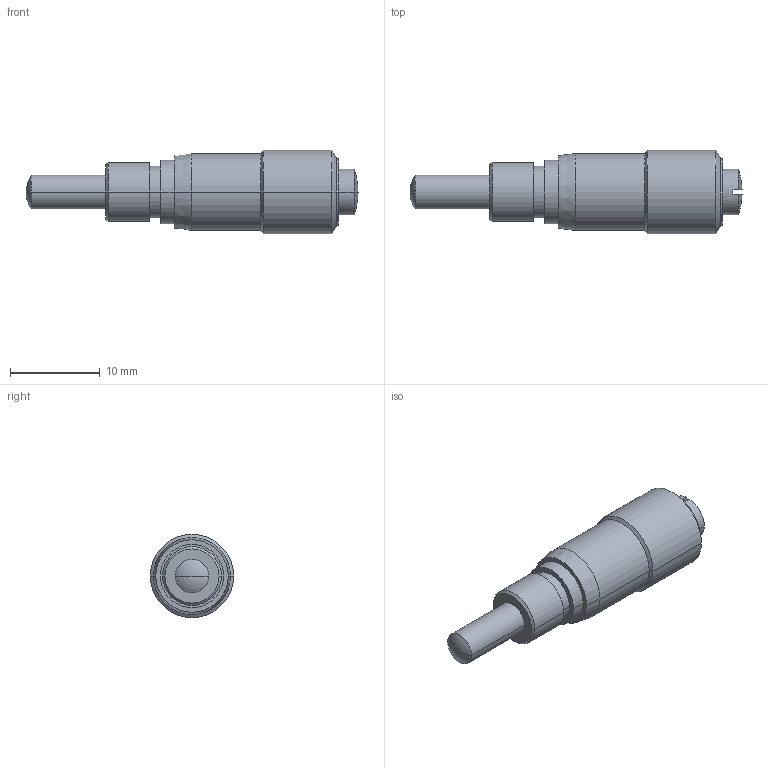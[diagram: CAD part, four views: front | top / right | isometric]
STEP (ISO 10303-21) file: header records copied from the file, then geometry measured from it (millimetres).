
FILE_DESCRIPTION (( 'STEP AP214' ), '1' );
FILE_NAME ('0504-E0W.step', '2007-10-24T22:01:50', ( ' ' ), ( ' ' ), 'SwSTEP 2.0', 'SolidWorks 2007', '' );
FILE_SCHEMA (( 'AUTOMOTIVE_DESIGN' ));
Length unit declared in the file: inch
Products named in the file (1): 0504-E0W
Bounding box: 36.98 x 9.27 x 9.27 mm (x, y, z)
Surface area: 924.7 mm2 (no closed solid volume)
Topology: 0 solids, 1 shells, 39 faces, 82 edges, 49 vertices
Faces by surface type: cylinder 16, plane 9, cone 8, sphere 4, torus 2
Entity records: 1561 total; most frequent: DIRECTION 210, CARTESIAN_POINT 169, ORIENTED_EDGE 160, AXIS2_PLACEMENT_3D 90, EDGE_CURVE 80, CIRCLE 50, VERTEX_POINT 49, EDGE_LOOP 45
